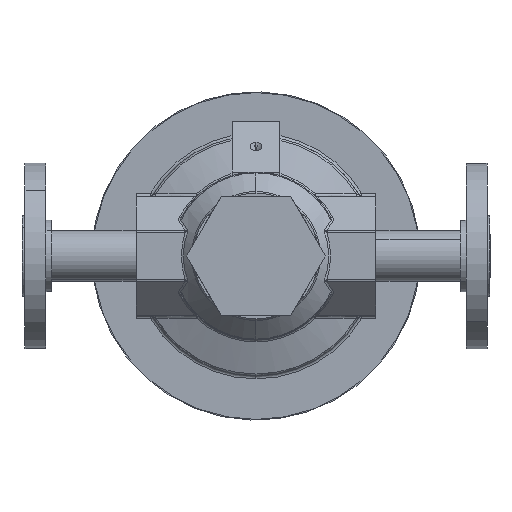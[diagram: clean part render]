
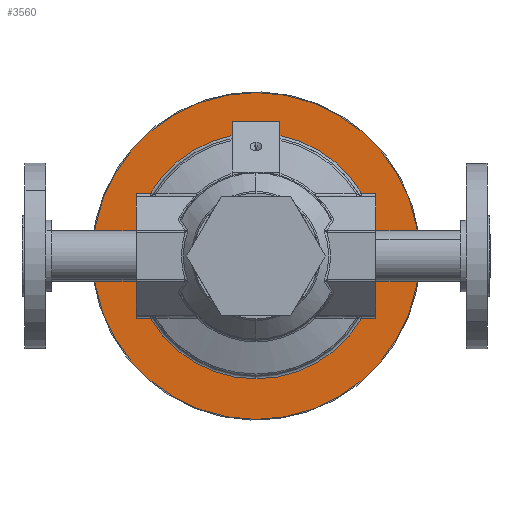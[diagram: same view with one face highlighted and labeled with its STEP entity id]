
A CAD part, front view. The second image highlights one B-rep face of the part: STEP entity #3560.
In plain terms, the highlighted planar face has unit normal (0, -1, 0).
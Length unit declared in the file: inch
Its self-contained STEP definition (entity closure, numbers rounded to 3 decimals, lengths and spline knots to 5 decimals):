
#321 = VERTEX_POINT ( 'NONE', #28088 ) ;
#841 = LINE ( 'NONE', #30167, #19193 ) ;
#1042 = CARTESIAN_POINT ( 'NONE',  ( 2.5, 1.22, -1.35 ) ) ;
#1840 = VERTEX_POINT ( 'NONE', #16964 ) ;
#2115 = ORIENTED_EDGE ( 'NONE', *, *, #36593, .T. ) ;
#2249 = ORIENTED_EDGE ( 'NONE', *, *, #41127, .T. ) ;
#2262 = VECTOR ( 'NONE', #44184, 39.37008 ) ;
#2279 = AXIS2_PLACEMENT_3D ( 'NONE', #6483, #30753, #9964 ) ;
#2773 = CARTESIAN_POINT ( 'NONE',  ( -2.5, 1.22, 1.31 ) ) ;
#2820 = CARTESIAN_POINT ( 'NONE',  ( 0.5, 1.22, 2.81066 ) ) ;
#3076 = DIRECTION ( 'NONE',  ( 0., 0., -1. ) ) ;
#3110 = CARTESIAN_POINT ( 'NONE',  ( 0., 1.22, 3.405 ) ) ;
#3137 = ORIENTED_EDGE ( 'NONE', *, *, #3530, .T. ) ;
#3530 = EDGE_CURVE ( 'NONE', #30995, #23330, #841, .T. ) ;
#3560 = ADVANCED_FACE ( 'NONE', ( #18110, #45023 ), #19766, .T. ) ;
#3763 = DIRECTION ( 'NONE',  ( 1., 0., 0. ) ) ;
#3974 = VERTEX_POINT ( 'NONE', #20548 ) ;
#5486 = VERTEX_POINT ( 'NONE', #6627 ) ;
#5547 = DIRECTION ( 'NONE',  ( 0., 0., 1. ) ) ;
#5560 = AXIS2_PLACEMENT_3D ( 'NONE', #29113, #8415, #32697 ) ;
#6254 = CARTESIAN_POINT ( 'NONE',  ( -0.5, 1.22, 2.5107 ) ) ;
#6265 = VERTEX_POINT ( 'NONE', #10486 ) ;
#6455 = VECTOR ( 'NONE', #32113, 39.37008 ) ;
#6483 = CARTESIAN_POINT ( 'NONE',  ( 0., 1.22, 0. ) ) ;
#6627 = CARTESIAN_POINT ( 'NONE',  ( 2.5, 1.22, -1.31 ) ) ;
#7125 = EDGE_CURVE ( 'NONE', #27407, #42507, #24055, .T. ) ;
#8262 = EDGE_CURVE ( 'NONE', #321, #30995, #14797, .T. ) ;
#8415 = DIRECTION ( 'NONE',  ( 0., 1., 0. ) ) ;
#8671 = VECTOR ( 'NONE', #16598, 39.37008 ) ;
#9150 = DIRECTION ( 'NONE',  ( 0., -1., 0. ) ) ;
#9311 = VECTOR ( 'NONE', #5547, 39.37008 ) ;
#9513 = VERTEX_POINT ( 'NONE', #40156 ) ;
#9964 = DIRECTION ( 'NONE',  ( 0., 0., -1. ) ) ;
#10486 = CARTESIAN_POINT ( 'NONE',  ( 0., 1.22, -3.405 ) ) ;
#10763 = VECTOR ( 'NONE', #32309, 39.37008 ) ;
#10974 = EDGE_CURVE ( 'NONE', #35689, #321, #28064, .T. ) ;
#11093 = EDGE_CURVE ( 'NONE', #42507, #37887, #24782, .T. ) ;
#11439 = VERTEX_POINT ( 'NONE', #3110 ) ;
#11541 = AXIS2_PLACEMENT_3D ( 'NONE', #44815, #23739, #3076 ) ;
#12135 = ORIENTED_EDGE ( 'NONE', *, *, #33347, .F. ) ;
#12651 = DIRECTION ( 'NONE',  ( 0., 1., 0. ) ) ;
#14157 = CIRCLE ( 'NONE', #33595, 2.56 ) ;
#14797 = CIRCLE ( 'NONE', #2279, 2.56 ) ;
#15059 = ORIENTED_EDGE ( 'NONE', *, *, #26995, .T. ) ;
#15115 = ORIENTED_EDGE ( 'NONE', *, *, #36653, .F. ) ;
#16450 = ORIENTED_EDGE ( 'NONE', *, *, #24991, .T. ) ;
#16598 = DIRECTION ( 'NONE',  ( -1., 0., 0. ) ) ;
#16964 = CARTESIAN_POINT ( 'NONE',  ( 0.5, 1.22, 2.5107 ) ) ;
#17288 = EDGE_LOOP ( 'NONE', ( #15059, #32265 ) ) ;
#17481 = CARTESIAN_POINT ( 'NONE',  ( 3.47, 1.22, 1.31 ) ) ;
#18102 = CARTESIAN_POINT ( 'NONE',  ( -2.5, 1.22, -1.31 ) ) ;
#18110 = FACE_BOUND ( 'NONE', #43835, .T. ) ;
#18461 = ORIENTED_EDGE ( 'NONE', *, *, #7125, .T. ) ;
#18585 = DIRECTION ( 'NONE',  ( 0., -1., 0. ) ) ;
#18809 = VECTOR ( 'NONE', #3763, 39.37008 ) ;
#19193 = VECTOR ( 'NONE', #23115, 39.37008 ) ;
#19519 = LINE ( 'NONE', #19628, #2262 ) ;
#19628 = CARTESIAN_POINT ( 'NONE',  ( 3.47, 1.22, 1.31 ) ) ;
#19766 = PLANE ( 'NONE',  #26112 ) ;
#19889 = LINE ( 'NONE', #1042, #10763 ) ;
#20465 = DIRECTION ( 'NONE',  ( -1., 0., 0. ) ) ;
#20548 = CARTESIAN_POINT ( 'NONE',  ( 2.19943, 1.22, 1.31 ) ) ;
#22379 = VECTOR ( 'NONE', #37920, 39.37008 ) ;
#22442 = CARTESIAN_POINT ( 'NONE',  ( -0.5, 1.22, 2.81066 ) ) ;
#23115 = DIRECTION ( 'NONE',  ( 0., 0., 1. ) ) ;
#23262 = DIRECTION ( 'NONE',  ( 0., 0., -1. ) ) ;
#23330 = VERTEX_POINT ( 'NONE', #22442 ) ;
#23656 = EDGE_CURVE ( 'NONE', #11439, #6265, #44830, .T. ) ;
#23739 = DIRECTION ( 'NONE',  ( 0., 1., 0. ) ) ;
#24055 = CIRCLE ( 'NONE', #5560, 2.56 ) ;
#24782 = LINE ( 'NONE', #25027, #6455 ) ;
#24991 = EDGE_CURVE ( 'NONE', #39021, #27407, #14157, .T. ) ;
#25027 = CARTESIAN_POINT ( 'NONE',  ( 3.47, 1.22, -1.31 ) ) ;
#25938 = LINE ( 'NONE', #26881, #8671 ) ;
#26112 = AXIS2_PLACEMENT_3D ( 'NONE', #37270, #26434, #23262 ) ;
#26434 = DIRECTION ( 'NONE',  ( 0., -1., 0. ) ) ;
#26881 = CARTESIAN_POINT ( 'NONE',  ( 3.47, 1.22, -1.31 ) ) ;
#26995 = EDGE_CURVE ( 'NONE', #6265, #11439, #33696, .T. ) ;
#27407 = VERTEX_POINT ( 'NONE', #33096 ) ;
#27686 = LINE ( 'NONE', #44499, #9311 ) ;
#28064 = LINE ( 'NONE', #17481, #18809 ) ;
#28088 = CARTESIAN_POINT ( 'NONE',  ( -2.19943, 1.22, 1.31 ) ) ;
#28398 = ORIENTED_EDGE ( 'NONE', *, *, #43574, .F. ) ;
#29113 = CARTESIAN_POINT ( 'NONE',  ( 0., 1.22, 0. ) ) ;
#29449 = LINE ( 'NONE', #34352, #22379 ) ;
#29543 = ORIENTED_EDGE ( 'NONE', *, *, #8262, .T. ) ;
#29900 = CARTESIAN_POINT ( 'NONE',  ( 0., 1.22, 0. ) ) ;
#30036 = VECTOR ( 'NONE', #20465, 39.37008 ) ;
#30080 = AXIS2_PLACEMENT_3D ( 'NONE', #39616, #18585, #43134 ) ;
#30167 = CARTESIAN_POINT ( 'NONE',  ( -0.5, 1.22, 2.81066 ) ) ;
#30722 = CARTESIAN_POINT ( 'NONE',  ( 0.5, 1.22, 2.81066 ) ) ;
#30753 = DIRECTION ( 'NONE',  ( 0., 1., 0. ) ) ;
#30995 = VERTEX_POINT ( 'NONE', #6254 ) ;
#31058 = EDGE_CURVE ( 'NONE', #1840, #3974, #44445, .T. ) ;
#32113 = DIRECTION ( 'NONE',  ( -1., 0., 0. ) ) ;
#32265 = ORIENTED_EDGE ( 'NONE', *, *, #23656, .T. ) ;
#32309 = DIRECTION ( 'NONE',  ( 0., 0., 1. ) ) ;
#32697 = DIRECTION ( 'NONE',  ( 0., 0., -1. ) ) ;
#33096 = CARTESIAN_POINT ( 'NONE',  ( 0., 1.22, -2.56 ) ) ;
#33249 = VERTEX_POINT ( 'NONE', #2820 ) ;
#33347 = EDGE_CURVE ( 'NONE', #33249, #23330, #39438, .T. ) ;
#33472 = DIRECTION ( 'NONE',  ( 0., 0., -1. ) ) ;
#33473 = CARTESIAN_POINT ( 'NONE',  ( 0., 1.22, 0. ) ) ;
#33595 = AXIS2_PLACEMENT_3D ( 'NONE', #33473, #12651, #37014 ) ;
#33696 = CIRCLE ( 'NONE', #30080, 3.405 ) ;
#34055 = EDGE_CURVE ( 'NONE', #37887, #35689, #29449, .T. ) ;
#34352 = CARTESIAN_POINT ( 'NONE',  ( -2.5, 1.22, -1.35 ) ) ;
#35345 = AXIS2_PLACEMENT_3D ( 'NONE', #29900, #9150, #33472 ) ;
#35564 = ORIENTED_EDGE ( 'NONE', *, *, #34055, .T. ) ;
#35689 = VERTEX_POINT ( 'NONE', #2773 ) ;
#36593 = EDGE_CURVE ( 'NONE', #3974, #9513, #19519, .T. ) ;
#36653 = EDGE_CURVE ( 'NONE', #1840, #33249, #27686, .T. ) ;
#37014 = DIRECTION ( 'NONE',  ( 0., 0., -1. ) ) ;
#37062 = CARTESIAN_POINT ( 'NONE',  ( -2.19943, 1.22, -1.31 ) ) ;
#37270 = CARTESIAN_POINT ( 'NONE',  ( 3.47, 1.22, 0. ) ) ;
#37740 = ORIENTED_EDGE ( 'NONE', *, *, #10974, .T. ) ;
#37887 = VERTEX_POINT ( 'NONE', #18102 ) ;
#37920 = DIRECTION ( 'NONE',  ( 0., 0., 1. ) ) ;
#39001 = CARTESIAN_POINT ( 'NONE',  ( 2.19943, 1.22, -1.31 ) ) ;
#39021 = VERTEX_POINT ( 'NONE', #39001 ) ;
#39438 = LINE ( 'NONE', #30722, #30036 ) ;
#39616 = CARTESIAN_POINT ( 'NONE',  ( 0., 1.22, 0. ) ) ;
#40156 = CARTESIAN_POINT ( 'NONE',  ( 2.5, 1.22, 1.31 ) ) ;
#40822 = ORIENTED_EDGE ( 'NONE', *, *, #31058, .T. ) ;
#41127 = EDGE_CURVE ( 'NONE', #5486, #39021, #25938, .T. ) ;
#41594 = ORIENTED_EDGE ( 'NONE', *, *, #11093, .T. ) ;
#42507 = VERTEX_POINT ( 'NONE', #37062 ) ;
#43134 = DIRECTION ( 'NONE',  ( 0., 0., -1. ) ) ;
#43574 = EDGE_CURVE ( 'NONE', #5486, #9513, #19889, .T. ) ;
#43835 = EDGE_LOOP ( 'NONE', ( #2115, #28398, #2249, #16450, #18461, #41594, #35564, #37740, #29543, #3137, #12135, #15115, #40822 ) ) ;
#44184 = DIRECTION ( 'NONE',  ( 1., 0., 0. ) ) ;
#44445 = CIRCLE ( 'NONE', #11541, 2.56 ) ;
#44499 = CARTESIAN_POINT ( 'NONE',  ( 0.5, 1.22, 2.81066 ) ) ;
#44815 = CARTESIAN_POINT ( 'NONE',  ( 0., 1.22, 0. ) ) ;
#44830 = CIRCLE ( 'NONE', #35345, 3.405 ) ;
#45023 = FACE_OUTER_BOUND ( 'NONE', #17288, .T. ) ;
